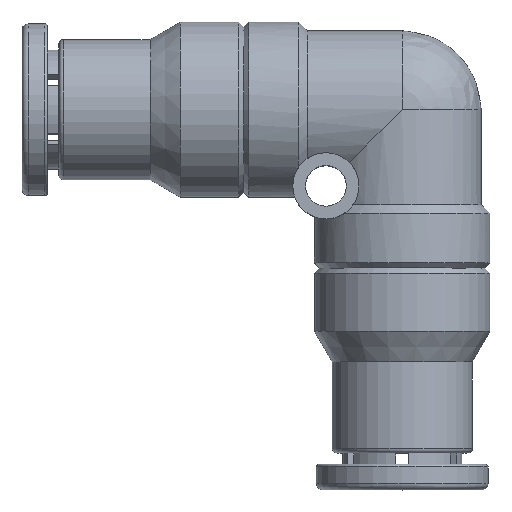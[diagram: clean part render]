
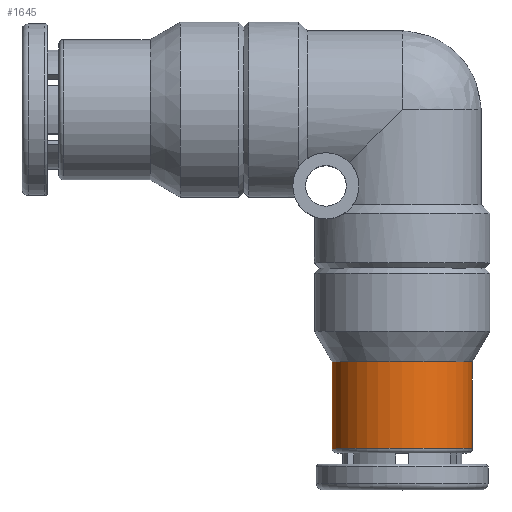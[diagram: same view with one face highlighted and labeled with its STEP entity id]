
A CAD part, top view. The second image highlights one B-rep face of the part: STEP entity #1645.
In plain terms, the highlighted cylindrical face has radius 5.52 mm (diameter 11.04 mm), a full revolution.
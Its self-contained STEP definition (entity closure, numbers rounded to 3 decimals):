
#146=CIRCLE('',#1814,5.52);
#147=CIRCLE('',#1816,5.52);
#328=ORIENTED_EDGE('',*,*,#804,.F.);
#329=ORIENTED_EDGE('',*,*,#803,.T.);
#803=EDGE_CURVE('',#1040,#1040,#146,.T.);
#804=EDGE_CURVE('',#1041,#1041,#147,.T.);
#1040=VERTEX_POINT('',#2767);
#1041=VERTEX_POINT('',#2770);
#1360=EDGE_LOOP('',(#328));
#1361=EDGE_LOOP('',(#329));
#1487=FACE_BOUND('',#1360,.T.);
#1488=FACE_BOUND('',#1361,.T.);
#1598=CYLINDRICAL_SURFACE('',#1815,5.52);
#1645=ADVANCED_FACE('',(#1487,#1488),#1598,.T.);
#1814=AXIS2_PLACEMENT_3D('',#2766,#2158,#2159);
#1815=AXIS2_PLACEMENT_3D('',#2768,#2160,#2161);
#1816=AXIS2_PLACEMENT_3D('',#2769,#2162,#2163);
#2158=DIRECTION('',(0.,-1.,0.));
#2159=DIRECTION('',(1.,0.,0.));
#2160=DIRECTION('',(0.,-1.,0.));
#2161=DIRECTION('',(1.,0.,0.));
#2162=DIRECTION('',(0.,-1.,0.));
#2163=DIRECTION('',(1.,0.,0.));
#2766=CARTESIAN_POINT('',(0.,-19.832,0.));
#2767=CARTESIAN_POINT('',(5.52,-19.832,0.));
#2768=CARTESIAN_POINT('',(0.,-29.9,0.));
#2769=CARTESIAN_POINT('',(0.,-26.65,0.));
#2770=CARTESIAN_POINT('',(5.52,-26.65,0.));
